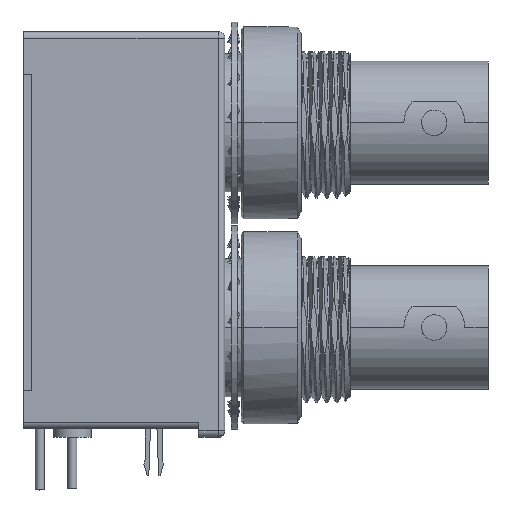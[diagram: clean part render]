
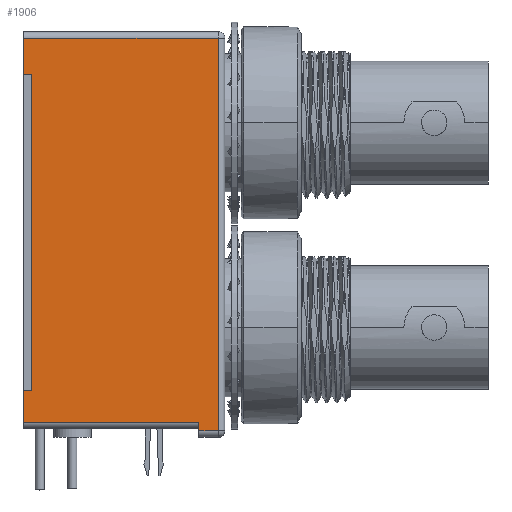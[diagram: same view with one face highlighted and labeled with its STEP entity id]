
A CAD part, top view. The second image highlights one B-rep face of the part: STEP entity #1906.
In plain terms, the highlighted planar face has unit normal (0, 0, 1).
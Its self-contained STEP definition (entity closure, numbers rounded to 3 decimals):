
#346=DIRECTION('',(0.,-1.,0.));
#347=VECTOR('',#346,0.673);
#348=CARTESIAN_POINT('',(13.066,-14.999,7.2));
#349=LINE('',#348,#347);
#392=DIRECTION('',(0.,1.,0.));
#393=VECTOR('',#392,2.845);
#394=CARTESIAN_POINT('',(-0.635,12.154,7.2));
#395=LINE('',#394,#393);
#499=DIRECTION('',(0.,1.,0.));
#500=VECTOR('',#499,2.438);
#501=CARTESIAN_POINT('',(-0.635,-14.999,7.2));
#502=LINE('',#501,#500);
#508=DIRECTION('',(-1.,0.,0.));
#509=VECTOR('',#508,1.524);
#510=CARTESIAN_POINT('',(14.59,-15.672,7.2));
#511=LINE('',#510,#509);
#512=DIRECTION('',(-1.,0.,0.));
#513=VECTOR('',#512,13.701);
#514=CARTESIAN_POINT('',(13.066,-14.999,7.2));
#515=LINE('',#514,#513);
#516=DIRECTION('',(1.,0.,0.));
#517=VECTOR('',#516,0.635);
#518=CARTESIAN_POINT('',(-0.635,-12.56,7.2));
#519=LINE('',#518,#517);
#520=DIRECTION('',(0.,1.,0.));
#521=VECTOR('',#520,24.714);
#522=CARTESIAN_POINT('',(0.,-12.56,7.2));
#523=LINE('',#522,#521);
#524=DIRECTION('',(-1.,0.,0.));
#525=VECTOR('',#524,0.635);
#526=CARTESIAN_POINT('',(0.,12.154,7.2));
#527=LINE('',#526,#525);
#528=DIRECTION('',(1.,0.,0.));
#529=VECTOR('',#528,15.225);
#530=CARTESIAN_POINT('',(-0.635,14.999,7.2));
#531=LINE('',#530,#529);
#532=DIRECTION('',(0.,-1.,0.));
#533=VECTOR('',#532,30.671);
#534=CARTESIAN_POINT('',(14.59,14.999,7.2));
#535=LINE('',#534,#533);
#1005=CARTESIAN_POINT('',(14.59,14.999,7.2));
#1006=VERTEX_POINT('',#1005);
#1033=CARTESIAN_POINT('',(-0.635,14.999,7.2));
#1035=VERTEX_POINT('',#1033);
#1045=CARTESIAN_POINT('',(-0.635,12.154,7.2));
#1046=VERTEX_POINT('',#1045);
#1073=CARTESIAN_POINT('',(0.,12.154,7.2));
#1074=VERTEX_POINT('',#1073);
#1077=CARTESIAN_POINT('',(-0.635,-12.56,7.2));
#1079=VERTEX_POINT('',#1077);
#1099=CARTESIAN_POINT('',(0.,-12.56,7.2));
#1100=VERTEX_POINT('',#1099);
#1159=CARTESIAN_POINT('',(13.066,-14.999,7.2));
#1160=CARTESIAN_POINT('',(-0.635,-14.999,7.2));
#1161=VERTEX_POINT('',#1159);
#1162=VERTEX_POINT('',#1160);
#1166=CARTESIAN_POINT('',(13.066,-15.672,7.2));
#1168=VERTEX_POINT('',#1166);
#1169=CARTESIAN_POINT('',(14.59,-15.672,7.2));
#1170=VERTEX_POINT('',#1169);
#1886=CARTESIAN_POINT('',(0.,15.507,7.2));
#1887=DIRECTION('',(0.,0.,1.));
#1888=DIRECTION('',(0.,-1.,0.));
#1889=AXIS2_PLACEMENT_3D('',#1886,#1887,#1888);
#1890=PLANE('',#1889);
#1891=ORIENTED_EDGE('',*,*,#1727,.T.);
#1892=ORIENTED_EDGE('',*,*,#1747,.F.);
#1893=ORIENTED_EDGE('',*,*,#1784,.T.);
#1894=ORIENTED_EDGE('',*,*,#1867,.T.);
#1896=ORIENTED_EDGE('',*,*,#1895,.T.);
#1898=ORIENTED_EDGE('',*,*,#1897,.T.);
#1900=ORIENTED_EDGE('',*,*,#1899,.T.);
#1901=ORIENTED_EDGE('',*,*,#1797,.T.);
#1902=ORIENTED_EDGE('',*,*,#1877,.T.);
#1903=ORIENTED_EDGE('',*,*,#1701,.T.);
#1904=EDGE_LOOP('',(#1891,#1892,#1893,#1894,#1896,#1898,#1900,#1901,#1902,
#1903));
#1905=FACE_OUTER_BOUND('',#1904,.F.);
#1701=EDGE_CURVE('',#1006,#1170,#535,.T.);
#1727=EDGE_CURVE('',#1170,#1168,#511,.T.);
#1747=EDGE_CURVE('',#1161,#1168,#349,.T.);
#1784=EDGE_CURVE('',#1161,#1162,#515,.T.);
#1797=EDGE_CURVE('',#1046,#1035,#395,.T.);
#1867=EDGE_CURVE('',#1162,#1079,#502,.T.);
#1877=EDGE_CURVE('',#1035,#1006,#531,.T.);
#1895=EDGE_CURVE('',#1079,#1100,#519,.T.);
#1897=EDGE_CURVE('',#1100,#1074,#523,.T.);
#1899=EDGE_CURVE('',#1074,#1046,#527,.T.);
#1906=ADVANCED_FACE('',(#1905),#1890,.T.);
